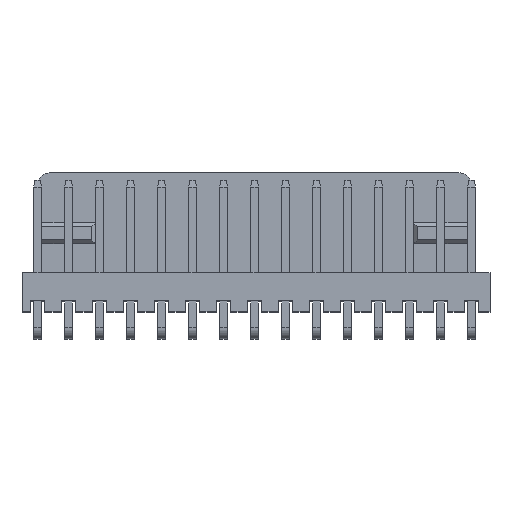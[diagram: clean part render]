
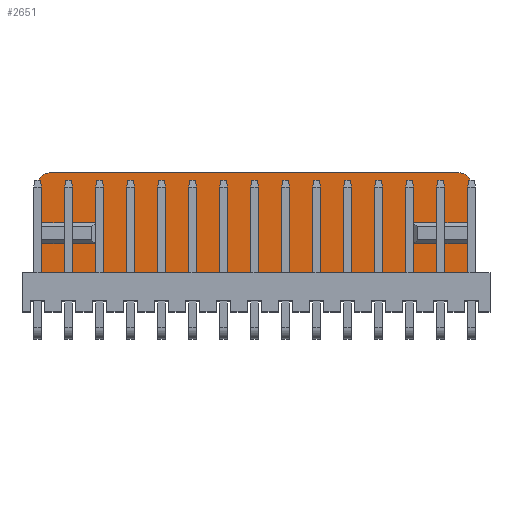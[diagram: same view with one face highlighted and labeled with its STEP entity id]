
A CAD part, top view. The second image highlights one B-rep face of the part: STEP entity #2651.
In plain terms, the highlighted planar face has unit normal (0, 0, 1).
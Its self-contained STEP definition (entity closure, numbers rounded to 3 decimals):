
#1029 = AXIS2_PLACEMENT_3D ( 'NONE', #4970, #4971, #4972 ) ;
#1034 = AXIS2_PLACEMENT_3D ( 'NONE', #5083, #5092, #5093 ) ;
#1226 = VERTEX_POINT ( 'NONE', #3754 ) ;
#1331 = VERTEX_POINT ( 'NONE', #3859 ) ;
#1347 = VERTEX_POINT ( 'NONE', #3875 ) ;
#1356 = VERTEX_POINT ( 'NONE', #3884 ) ;
#1361 = VERTEX_POINT ( 'NONE', #3889 ) ;
#1374 = VERTEX_POINT ( 'NONE', #3902 ) ;
#1375 = VERTEX_POINT ( 'NONE', #3903 ) ;
#1379 = VERTEX_POINT ( 'NONE', #3907 ) ;
#1683 = EDGE_CURVE ( 'NONE', #3313, #3366, #4220, .T. ) ;
#1687 = EDGE_CURVE ( 'NONE', #3366, #3358, #4224, .T. ) ;
#1692 = EDGE_CURVE ( 'NONE', #3358, #3312, #4228, .T. ) ;
#1902 = EDGE_CURVE ( 'NONE', #3416, #1226, #4418, .T. ) ;
#1910 = EDGE_CURVE ( 'NONE', #3313, #3410, #4429, .T. ) ;
#1913 = EDGE_CURVE ( 'NONE', #3416, #3312, #4432, .T. ) ;
#2651 = ADVANCED_FACE ( 'NONE', ( #4532 ), #5090, .F. ) ;
#3312 = VERTEX_POINT ( 'NONE', #9083 ) ;
#3313 = VERTEX_POINT ( 'NONE', #9084 ) ;
#3358 = VERTEX_POINT ( 'NONE', #9129 ) ;
#3366 = VERTEX_POINT ( 'NONE', #9137 ) ;
#3410 = VERTEX_POINT ( 'NONE', #9181 ) ;
#3416 = VERTEX_POINT ( 'NONE', #9187 ) ;
#3754 = CARTESIAN_POINT ( 'NONE',  ( -8.538, 4.823, 0.86 ) ) ;
#3859 = CARTESIAN_POINT ( 'NONE',  ( 25.962, -3.377, 0.86 ) ) ;
#3875 = CARTESIAN_POINT ( 'NONE',  ( 24.962, 4.823, 0.86 ) ) ;
#3884 = CARTESIAN_POINT ( 'NONE',  ( 25.962, 0.723, 0.86 ) ) ;
#3889 = CARTESIAN_POINT ( 'NONE',  ( 21.252, 0.723, 0.86 ) ) ;
#3902 = CARTESIAN_POINT ( 'NONE',  ( 25.962, -0.977, 0.86 ) ) ;
#3903 = CARTESIAN_POINT ( 'NONE',  ( 21.252, -0.977, 0.86 ) ) ;
#3907 = CARTESIAN_POINT ( 'NONE',  ( 25.962, 3.823, 0.86 ) ) ;
#4180 = CARTESIAN_POINT ( 'NONE',  ( -9.538, -0.977, 0.86 ) ) ;
#4183 = DIRECTION ( 'NONE',  ( 1., 0., 0. ) ) ;
#4184 = CARTESIAN_POINT ( 'NONE',  ( -4.828, 0.723, 0.86 ) ) ;
#4186 = DIRECTION ( 'NONE',  ( 0., 1., 0. ) ) ;
#4188 = CARTESIAN_POINT ( 'NONE',  ( -9.538, 0.723, 0.86 ) ) ;
#4189 = DIRECTION ( 'NONE',  ( -1., 0., 0. ) ) ;
#4220 = LINE ( 'NONE', #4180, #4223 ) ;
#4223 = VECTOR ( 'NONE', #4183, 1000. ) ;
#4224 = LINE ( 'NONE', #4184, #4227 ) ;
#4227 = VECTOR ( 'NONE', #4186, 1000. ) ;
#4228 = LINE ( 'NONE', #4188, #4231 ) ;
#4231 = VECTOR ( 'NONE', #4189, 1000. ) ;
#4418 = CIRCLE ( 'NONE', #1029, 1. ) ;
#4429 = LINE ( 'NONE', #4974, #4433 ) ;
#4432 = LINE ( 'NONE', #4981, #4435 ) ;
#4433 = VECTOR ( 'NONE', #4975, 1000. ) ;
#4435 = VECTOR ( 'NONE', #4980, 1000. ) ;
#4532 = FACE_OUTER_BOUND ( 'NONE', #12091, .T. ) ;
#4970 = CARTESIAN_POINT ( 'NONE',  ( -8.538, 3.823, 0.86 ) ) ;
#4971 = DIRECTION ( 'NONE',  ( 0., 0., -1. ) ) ;
#4972 = DIRECTION ( 'NONE',  ( 1., 0., 0. ) ) ;
#4974 = CARTESIAN_POINT ( 'NONE',  ( -9.538, -3.377, 0.86 ) ) ;
#4975 = DIRECTION ( 'NONE',  ( 0., -1., 0. ) ) ;
#4980 = DIRECTION ( 'NONE',  ( 0., -1., 0. ) ) ;
#4981 = CARTESIAN_POINT ( 'NONE',  ( -9.538, -3.377, 0.86 ) ) ;
#5083 = CARTESIAN_POINT ( 'NONE',  ( -9.538, 0.723, 0.86 ) ) ;
#5090 = PLANE ( 'NONE',  #1034 ) ;
#5092 = DIRECTION ( 'NONE',  ( 0., 0., -1. ) ) ;
#5093 = DIRECTION ( 'NONE',  ( -1., 0., 0. ) ) ;
#7539 = LINE ( 'NONE', #9919, #7542 ) ;
#7542 = VECTOR ( 'NONE', #9920, 1000. ) ;
#7549 = LINE ( 'NONE', #9929, #7552 ) ;
#7552 = VECTOR ( 'NONE', #9930, 1000. ) ;
#7601 = LINE ( 'NONE', #9955, #7610 ) ;
#7603 = LINE ( 'NONE', #9983, #7606 ) ;
#7605 = LINE ( 'NONE', #9985, #7608 ) ;
#7606 = VECTOR ( 'NONE', #9984, 1000. ) ;
#7607 = LINE ( 'NONE', #9980, #7612 ) ;
#7608 = VECTOR ( 'NONE', #9987, 1000. ) ;
#7609 = LINE ( 'NONE', #9986, #7614 ) ;
#7610 = VECTOR ( 'NONE', #9988, 1000. ) ;
#7612 = VECTOR ( 'NONE', #9990, 1000. ) ;
#7613 = CIRCLE ( 'NONE', #7977, 1. ) ;
#7614 = VECTOR ( 'NONE', #9992, 1000. ) ;
#7977 = AXIS2_PLACEMENT_3D ( 'NONE', #9995, #9996, #9997 ) ;
#9083 = CARTESIAN_POINT ( 'NONE',  ( -9.538, 0.723, 0.86 ) ) ;
#9084 = CARTESIAN_POINT ( 'NONE',  ( -9.538, -0.977, 0.86 ) ) ;
#9129 = CARTESIAN_POINT ( 'NONE',  ( -4.828, 0.723, 0.86 ) ) ;
#9137 = CARTESIAN_POINT ( 'NONE',  ( -4.828, -0.977, 0.86 ) ) ;
#9181 = CARTESIAN_POINT ( 'NONE',  ( -9.538, -3.377, 0.86 ) ) ;
#9187 = CARTESIAN_POINT ( 'NONE',  ( -9.538, 3.823, 0.86 ) ) ;
#9919 = CARTESIAN_POINT ( 'NONE',  ( -8.538, 4.823, 0.86 ) ) ;
#9920 = DIRECTION ( 'NONE',  ( -1., 0., 0. ) ) ;
#9929 = CARTESIAN_POINT ( 'NONE',  ( -10.858, -3.377, 0.86 ) ) ;
#9930 = DIRECTION ( 'NONE',  ( 1., 0., 0. ) ) ;
#9955 = CARTESIAN_POINT ( 'NONE',  ( 21.252, 0.723, 0.86 ) ) ;
#9980 = CARTESIAN_POINT ( 'NONE',  ( -22.238, 0.723, 0.86 ) ) ;
#9983 = CARTESIAN_POINT ( 'NONE',  ( 25.962, 3.823, 0.86 ) ) ;
#9984 = DIRECTION ( 'NONE',  ( 0., 1., 0. ) ) ;
#9985 = CARTESIAN_POINT ( 'NONE',  ( -22.238, -0.977, 0.86 ) ) ;
#9986 = CARTESIAN_POINT ( 'NONE',  ( 25.962, 3.823, 0.86 ) ) ;
#9987 = DIRECTION ( 'NONE',  ( 1., 0., 0. ) ) ;
#9988 = DIRECTION ( 'NONE',  ( 0., -1., 0. ) ) ;
#9990 = DIRECTION ( 'NONE',  ( -1., 0., 0. ) ) ;
#9992 = DIRECTION ( 'NONE',  ( 0., 1., 0. ) ) ;
#9995 = CARTESIAN_POINT ( 'NONE',  ( 24.962, 3.823, 0.86 ) ) ;
#9996 = DIRECTION ( 'NONE',  ( 0., 0., -1. ) ) ;
#9997 = DIRECTION ( 'NONE',  ( 1., 0., 0. ) ) ;
#10884 = EDGE_CURVE ( 'NONE', #1347, #1226, #7539, .T. ) ;
#10895 = EDGE_CURVE ( 'NONE', #3410, #1331, #7549, .T. ) ;
#10952 = EDGE_CURVE ( 'NONE', #1331, #1374, #7603, .T. ) ;
#10955 = EDGE_CURVE ( 'NONE', #1375, #1374, #7605, .T. ) ;
#10957 = EDGE_CURVE ( 'NONE', #1361, #1375, #7601, .T. ) ;
#10959 = EDGE_CURVE ( 'NONE', #1356, #1361, #7607, .T. ) ;
#10961 = EDGE_CURVE ( 'NONE', #1356, #1379, #7609, .T. ) ;
#10963 = EDGE_CURVE ( 'NONE', #1347, #1379, #7613, .T. ) ;
#12091 = EDGE_LOOP ( 'NONE', ( #13264, #13265, #13266, #13267, #13268, #13269, #13270, #13271, #13272, #13273, #13274, #13275, #13276, #13277 ) ) ;
#13264 = ORIENTED_EDGE ( 'NONE', *, *, #10895, .T. ) ;
#13265 = ORIENTED_EDGE ( 'NONE', *, *, #10952, .T. ) ;
#13266 = ORIENTED_EDGE ( 'NONE', *, *, #10955, .F. ) ;
#13267 = ORIENTED_EDGE ( 'NONE', *, *, #10957, .F. ) ;
#13268 = ORIENTED_EDGE ( 'NONE', *, *, #10959, .F. ) ;
#13269 = ORIENTED_EDGE ( 'NONE', *, *, #10961, .T. ) ;
#13270 = ORIENTED_EDGE ( 'NONE', *, *, #10963, .F. ) ;
#13271 = ORIENTED_EDGE ( 'NONE', *, *, #10884, .T. ) ;
#13272 = ORIENTED_EDGE ( 'NONE', *, *, #1902, .F. ) ;
#13273 = ORIENTED_EDGE ( 'NONE', *, *, #1913, .T. ) ;
#13274 = ORIENTED_EDGE ( 'NONE', *, *, #1692, .F. ) ;
#13275 = ORIENTED_EDGE ( 'NONE', *, *, #1687, .F. ) ;
#13276 = ORIENTED_EDGE ( 'NONE', *, *, #1683, .F. ) ;
#13277 = ORIENTED_EDGE ( 'NONE', *, *, #1910, .T. ) ;
